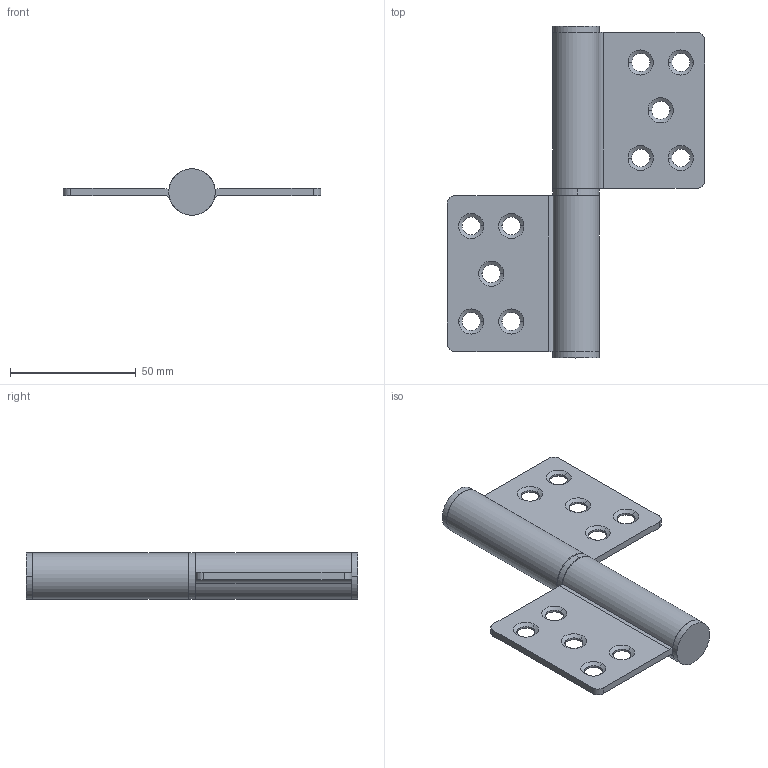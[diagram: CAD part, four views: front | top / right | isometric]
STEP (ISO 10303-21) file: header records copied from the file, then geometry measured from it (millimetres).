
FILE_DESCRIPTION(/* description */ (''),/* implementation_level */ '2;1');
FILE_NAME(/* name */ 'JL056',/* time_stamp */ '2025-10-27T18:23:22+08:00',/* author */ (''),/* organization */ (''),/* preprocessor_version */ 'ST-DEVELOPER v19.2',/* originating_system */ 'Rhino 8.5',/* authorisation */ '');
FILE_SCHEMA (('CONFIG_CONTROL_DESIGN'));
Length unit declared in the file: millimetre
Products named in the file (1): Document
Bounding box: 102.4 x 132 x 18.5 mm (x, y, z)
Volume: 48169.5 mm3; surface area: 30865.9 mm2
Topology: 5 solids, 5 shells, 112 faces, 252 edges, 154 vertices
Faces by surface type: cylinder 48, bspline 42, plane 22
Entity records: 4138 total; most frequent: CARTESIAN_POINT 1800, ORIENTED_EDGE 504, DIRECTION 354, EDGE_CURVE 252, AXIS2_PLACEMENT_3D 212, VERTEX_POINT 154, TRIMMED_CURVE 140, CIRCLE 140
